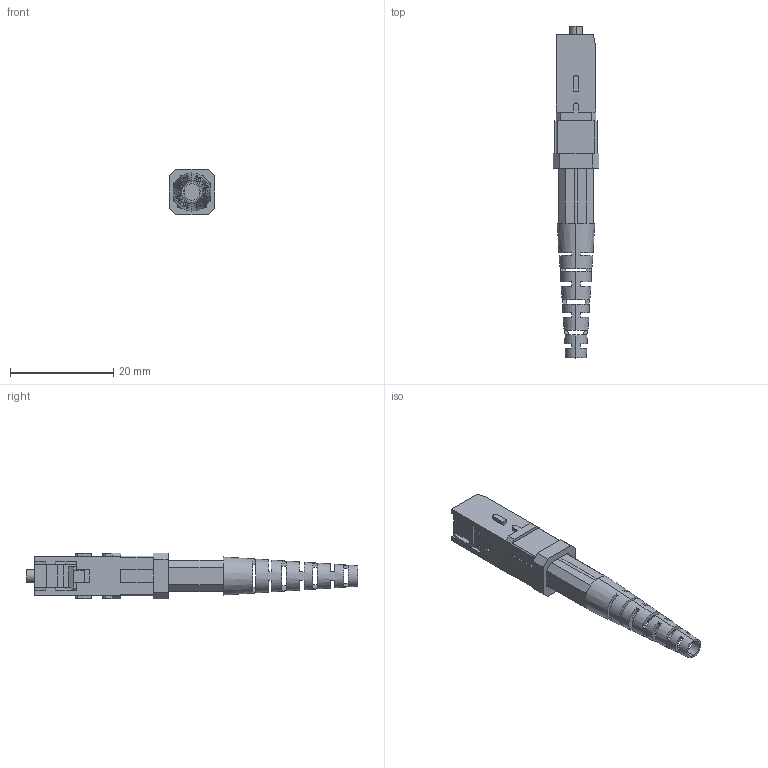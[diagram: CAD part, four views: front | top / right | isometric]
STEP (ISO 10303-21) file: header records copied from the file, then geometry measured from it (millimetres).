
FILE_DESCRIPTION (( 'STEP AP214' ), '1' );
FILE_NAME ('FOC-SCSMS16.STEP', '2020-02-21T21:36:58', ( '' ), ( '' ), 'SwSTEP 2.0', 'SolidWorks 2018', '' );
FILE_SCHEMA (( 'AUTOMOTIVE_DESIGN' ));
Length unit declared in the file: inch
Products named in the file (5): 1AF04-005-MA3; 1AF04-005-MA1; 1AF04-005-MA2; 1AF04-005-MA4; FOC-SCSMS16
Assembly tree (4 placements, depth 2):
  FOC-SCSMS16
    1AF04-005-MA2
    1AF04-005-MA1
    1AF04-005-MA4
    1AF04-005-MA3
Bounding box: 8.89 x 64.19 x 8.89 mm (x, y, z)
Volume: 1724.7 mm3; surface area: 3909.2 mm2
Topology: 4 solids, 4 shells, 270 faces, 787 edges, 516 vertices
Faces by surface type: plane 238, cylinder 24, cone 6, torus 2
Entity records: 9551 total; most frequent: CARTESIAN_POINT 1962, ORIENTED_EDGE 1574, DIRECTION 1433, EDGE_CURVE 787, LINE 571, VECTOR 571, VERTEX_POINT 516, AXIS2_PLACEMENT_3D 431
